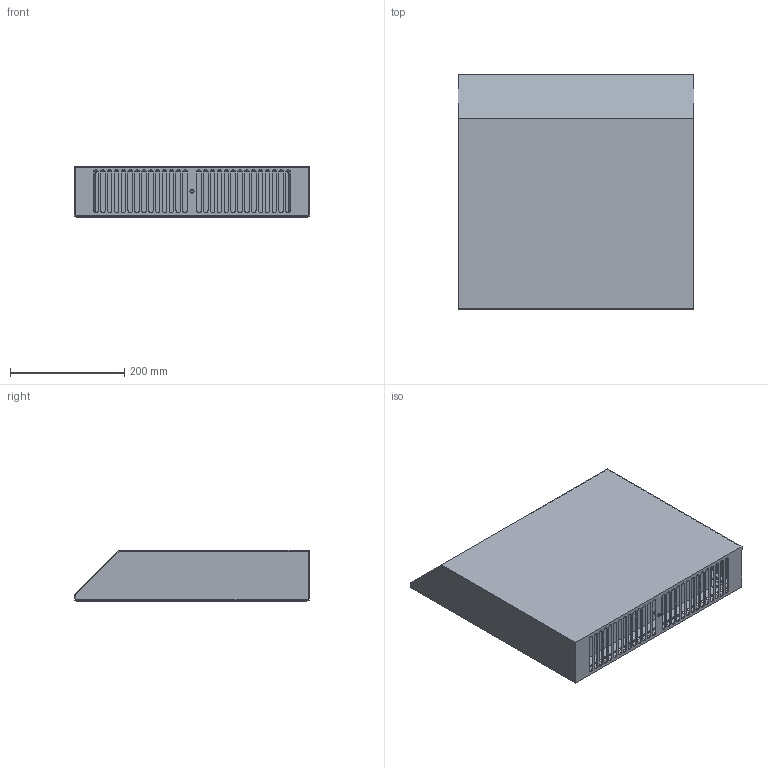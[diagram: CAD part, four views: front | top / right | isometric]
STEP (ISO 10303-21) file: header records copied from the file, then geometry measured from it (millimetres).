
FILE_DESCRIPTION (( 'STEP AP203' ), '1' );
FILE_NAME ('TI-00D-KZ-032-032 TITAN Êîæóõ çàùèòíûé âåíò. ðåøåòêè 320õ320 IP56 IEK_óïðîùåííàÿ.STEP', '2024-09-12T08:53:04', ( '' ), ( '' ), 'SwSTEP 2.0', 'SolidWorks 2022', '' );
FILE_SCHEMA (( 'CONFIG_CONTROL_DESIGN' ));
Length unit declared in the file: millimetre
Products named in the file (3): Рамка_320х320; TI-00D-KZ-032-032 TITAN Кожух защитный вент. решетки 320х320 IP56 IEK_упрощенная; Накладка_320х320
Assembly tree (2 placements, depth 2):
  TI-00D-KZ-032-032 TITAN Кожух защитный вент. решетки 320х320 IP56 IEK_упрощенная
    Рамка_320х320
    Накладка_320х320
Bounding box: 411.4 x 410.5 x 90 mm (x, y, z)
Volume: 520946.1 mm3; surface area: 707262.8 mm2
Topology: 6 solids, 6 shells, 235 faces, 645 edges, 428 vertices
Faces by surface type: plane 154, cylinder 81
Full cylindrical faces by diameter (mm): 5 x1, 6 x1, 6.5 x4, 7 x1
Entity records: 7833 total; most frequent: CARTESIAN_POINT 1326, ORIENTED_EDGE 1272, DIRECTION 1254, EDGE_CURVE 636, VECTOR 482, LINE 482, VERTEX_POINT 426, AXIS2_PLACEMENT_3D 386
